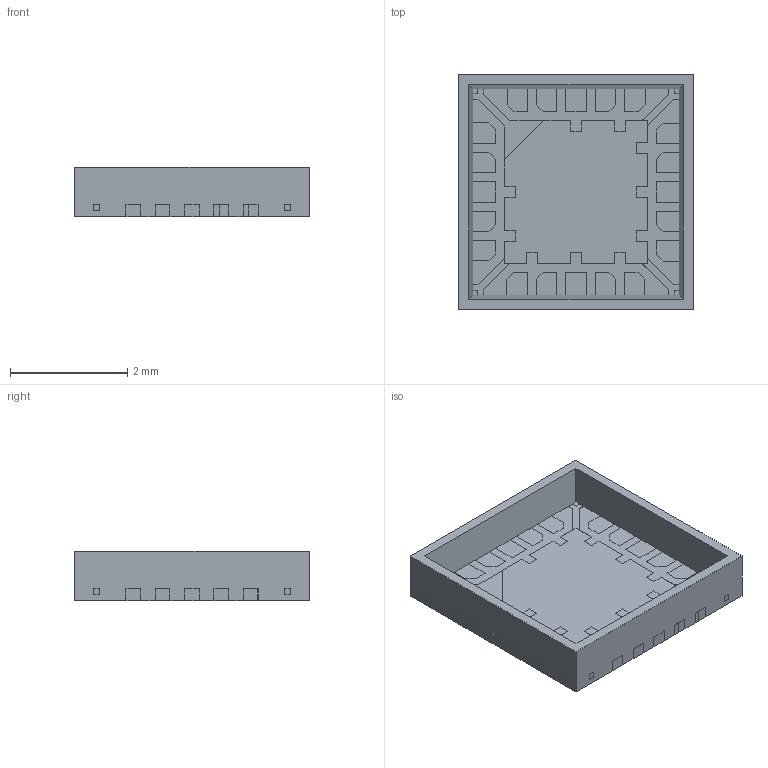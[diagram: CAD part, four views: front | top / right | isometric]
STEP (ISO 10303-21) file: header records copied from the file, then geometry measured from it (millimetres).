
FILE_DESCRIPTION (( 'STEP AP214' ), '1' );
FILE_NAME ('4x4_20_.5.STEP', '2013-08-12T22:50:20', ( 'sw2011vm-Admin' ), ( '' ), 'SwSTEP 2.0', 'SolidWorks 2012', '' );
FILE_SCHEMA (( 'AUTOMOTIVE_DESIGN' ));
Length unit declared in the file: inch
Products named in the file (4): 4x4_20_.5_top metal; 4x4_20_.5_tiebar; 4x4_20_.5_mold; 4x4_20_.5
Assembly tree (3 placements, depth 2):
  4x4_20_.5
    4x4_20_.5_mold
    4x4_20_.5_tiebar
    4x4_20_.5_top metal
Bounding box: 4 x 4 x 0.83 mm (x, y, z)
Volume: 5.2 mm3; surface area: 81.5 mm2
Topology: 26 solids, 26 shells, 821 faces, 2336 edges, 1519 vertices
Faces by surface type: plane 821
Entity records: 26516 total; most frequent: CARTESIAN_POINT 4691, ORIENTED_EDGE 4672, DIRECTION 3987, EDGE_CURVE 2336, VECTOR 2333, LINE 2333, VERTEX_POINT 1519, EDGE_LOOP 831
